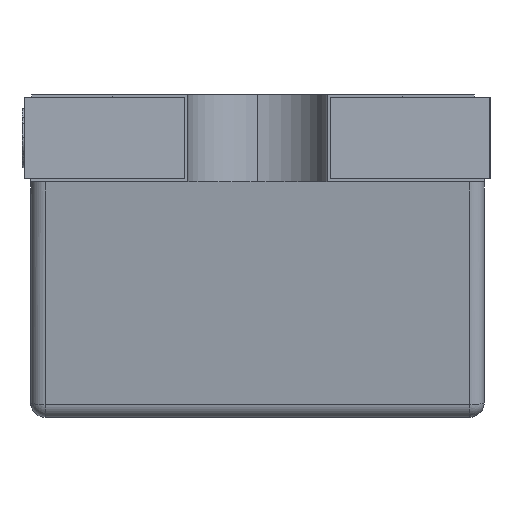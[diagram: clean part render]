
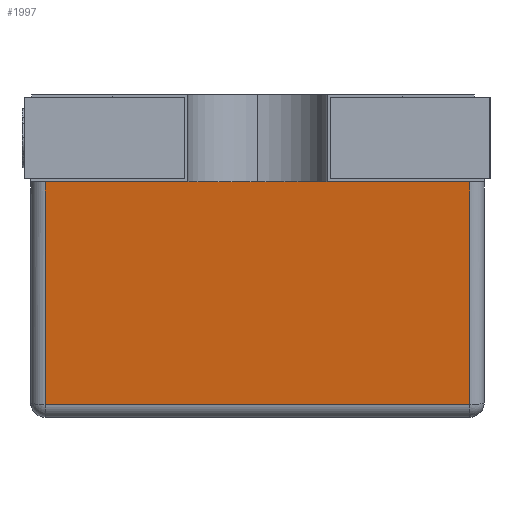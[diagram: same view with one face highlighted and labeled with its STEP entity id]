
A CAD part, left-side view. The second image highlights one B-rep face of the part: STEP entity #1997.
In plain terms, the highlighted planar face has unit normal (-0.993, 0, -0.122).
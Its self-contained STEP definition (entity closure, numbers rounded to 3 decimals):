
#192 = LINE ( 'NONE', #6607, #15753 ) ;
#353 = CARTESIAN_POINT ( 'NONE',  ( -0.75, 0.73, 0. ) ) ;
#1525 = CARTESIAN_POINT ( 'NONE',  ( -0.655, 0.73, -0.776 ) ) ;
#1821 = ORIENTED_EDGE ( 'NONE', *, *, #2555, .T. ) ;
#1997 = ADVANCED_FACE ( 'NONE', ( #11448 ), #4950, .T. ) ;
#2236 = CARTESIAN_POINT ( 'NONE',  ( -0.75, -2.51, 0. ) ) ;
#2254 = AXIS2_PLACEMENT_3D ( 'NONE', #9095, #13192, #11936 ) ;
#2555 = EDGE_CURVE ( 'NONE', #8959, #10235, #6128, .T. ) ;
#3329 = VERTEX_POINT ( 'NONE', #8506 ) ;
#3497 = DIRECTION ( 'NONE',  ( 0.122, 0., -0.993 ) ) ;
#3963 = EDGE_CURVE ( 'NONE', #3329, #15003, #16208, .T. ) ;
#4950 = PLANE ( 'NONE',  #2254 ) ;
#6128 = LINE ( 'NONE', #7607, #16274 ) ;
#6336 = CARTESIAN_POINT ( 'NONE',  ( -0.655, -0.73, -0.776 ) ) ;
#6607 = CARTESIAN_POINT ( 'NONE',  ( -0.75, -0.73, 0. ) ) ;
#7607 = CARTESIAN_POINT ( 'NONE',  ( -0.655, -2.51, -0.776 ) ) ;
#7756 = DIRECTION ( 'NONE',  ( -0.122, 0., 0.993 ) ) ;
#8136 = EDGE_LOOP ( 'NONE', ( #1821, #14985, #10092, #8412 ) ) ;
#8412 = ORIENTED_EDGE ( 'NONE', *, *, #16405, .T. ) ;
#8506 = CARTESIAN_POINT ( 'NONE',  ( -0.75, -0.73, 0. ) ) ;
#8959 = VERTEX_POINT ( 'NONE', #1525 ) ;
#9095 = CARTESIAN_POINT ( 'NONE',  ( -0.649, -2.51, -0.82 ) ) ;
#10092 = ORIENTED_EDGE ( 'NONE', *, *, #3963, .T. ) ;
#10235 = VERTEX_POINT ( 'NONE', #6336 ) ;
#11101 = LINE ( 'NONE', #16144, #13942 ) ;
#11448 = FACE_OUTER_BOUND ( 'NONE', #8136, .T. ) ;
#11936 = DIRECTION ( 'NONE',  ( -0.122, 0., 0.993 ) ) ;
#13192 = DIRECTION ( 'NONE',  ( -0.993, 0., -0.122 ) ) ;
#13632 = DIRECTION ( 'NONE',  ( 0., -1., 0. ) ) ;
#13777 = VECTOR ( 'NONE', #16131, 1000. ) ;
#13942 = VECTOR ( 'NONE', #3497, 1000. ) ;
#14985 = ORIENTED_EDGE ( 'NONE', *, *, #16168, .T. ) ;
#15003 = VERTEX_POINT ( 'NONE', #353 ) ;
#15753 = VECTOR ( 'NONE', #7756, 1000. ) ;
#16131 = DIRECTION ( 'NONE',  ( 0., 1., 0. ) ) ;
#16144 = CARTESIAN_POINT ( 'NONE',  ( -0.649, 0.73, -0.82 ) ) ;
#16168 = EDGE_CURVE ( 'NONE', #10235, #3329, #192, .T. ) ;
#16208 = LINE ( 'NONE', #2236, #13777 ) ;
#16274 = VECTOR ( 'NONE', #13632, 1000. ) ;
#16405 = EDGE_CURVE ( 'NONE', #15003, #8959, #11101, .T. ) ;
